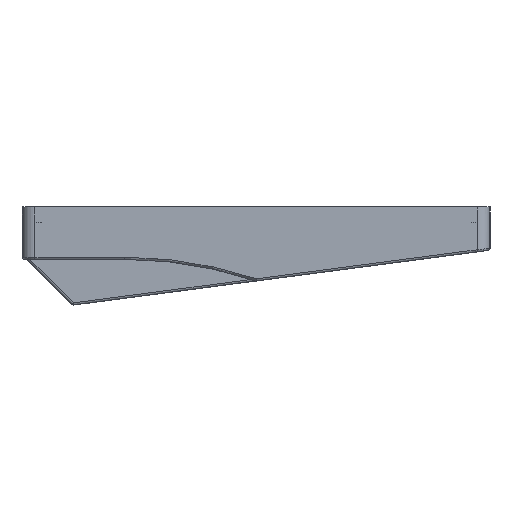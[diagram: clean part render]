
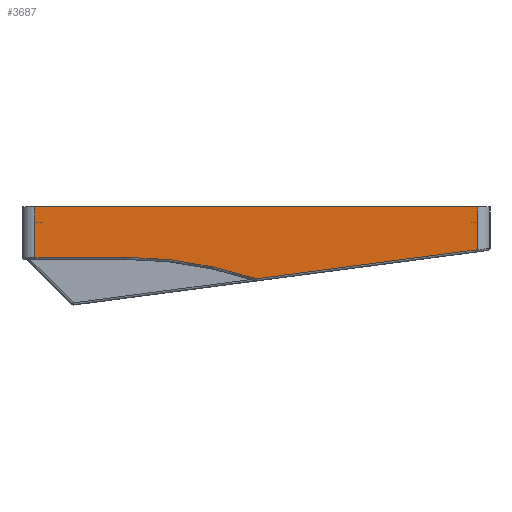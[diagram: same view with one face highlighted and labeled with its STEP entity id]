
A CAD part, left-side view. The second image highlights one B-rep face of the part: STEP entity #3687.
In plain terms, the highlighted planar face has unit normal (-1, 0, 0).
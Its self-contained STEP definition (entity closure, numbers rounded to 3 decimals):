
#374=FACE_OUTER_BOUND('',#607,.T.);
#607=EDGE_LOOP('',(#3287,#3288,#3289,#3290,#3291,#3292));
#772=CIRCLE('',#4046,95.067);
#831=LINE('',#5271,#1164);
#1107=LINE('',#6364,#1440);
#1108=LINE('',#6368,#1441);
#1109=LINE('',#6402,#1442);
#1111=LINE('',#6406,#1444);
#1164=VECTOR('',#4199,10.);
#1440=VECTOR('',#5027,10.);
#1441=VECTOR('',#5032,10.);
#1442=VECTOR('',#5045,10.);
#1444=VECTOR('',#5049,10.);
#1496=VERTEX_POINT('',#5268);
#1497=VERTEX_POINT('',#5270);
#1788=VERTEX_POINT('',#6360);
#1789=VERTEX_POINT('',#6366);
#1790=VERTEX_POINT('',#6396);
#1792=VERTEX_POINT('',#6405);
#1862=EDGE_CURVE('',#1497,#1496,#831,.T.);
#2293=EDGE_CURVE('',#1788,#1496,#1107,.T.);
#2295=EDGE_CURVE('',#1789,#1788,#1108,.T.);
#2300=EDGE_CURVE('',#1497,#1790,#1109,.T.);
#2302=EDGE_CURVE('',#1790,#1792,#1111,.T.);
#2304=EDGE_CURVE('',#1792,#1789,#772,.T.);
#3287=ORIENTED_EDGE('',*,*,#2293,.F.);
#3288=ORIENTED_EDGE('',*,*,#2295,.F.);
#3289=ORIENTED_EDGE('',*,*,#2304,.F.);
#3290=ORIENTED_EDGE('',*,*,#2302,.F.);
#3291=ORIENTED_EDGE('',*,*,#2300,.F.);
#3292=ORIENTED_EDGE('',*,*,#1862,.T.);
#3508=PLANE('',#4045);
#3687=ADVANCED_FACE('',(#374),#3508,.T.);
#4045=AXIS2_PLACEMENT_3D('',#6421,#5050,#5051);
#4046=AXIS2_PLACEMENT_3D('',#6422,#5052,#5053);
#4199=DIRECTION('',(0.,1.,0.));
#5027=DIRECTION('',(0.,0.,1.));
#5032=DIRECTION('',(0.,1.,0.));
#5045=DIRECTION('',(0.,0.,-1.));
#5049=DIRECTION('',(0.,0.991,-0.131));
#5050=DIRECTION('center_axis',(-1.,0.,0.));
#5051=DIRECTION('ref_axis',(0.,1.,0.));
#5052=DIRECTION('center_axis',(-1.,0.,0.));
#5053=DIRECTION('ref_axis',(0.,-0.163,0.987));
#5268=CARTESIAN_POINT('',(-1.38,98.983,27.));
#5270=CARTESIAN_POINT('',(-1.38,-3.217,27.));
#5271=CARTESIAN_POINT('',(-1.38,-6.217,27.));
#6360=CARTESIAN_POINT('',(-1.38,98.983,15.378));
#6364=CARTESIAN_POINT('',(-1.38,98.983,27.));
#6366=CARTESIAN_POINT('',(-1.38,78.225,15.378));
#6368=CARTESIAN_POINT('',(-1.38,36.004,15.378));
#6396=CARTESIAN_POINT('',(-1.38,-3.217,17.109));
#6402=CARTESIAN_POINT('',(-1.38,-3.217,27.));
#6405=CARTESIAN_POINT('',(-1.38,47.833,10.389));
#6406=CARTESIAN_POINT('',(-1.38,47.301,10.459));
#6421=CARTESIAN_POINT('Origin',(-1.38,-6.217,27.));
#6422=CARTESIAN_POINT('Origin',(-1.38,78.225,-79.689));
